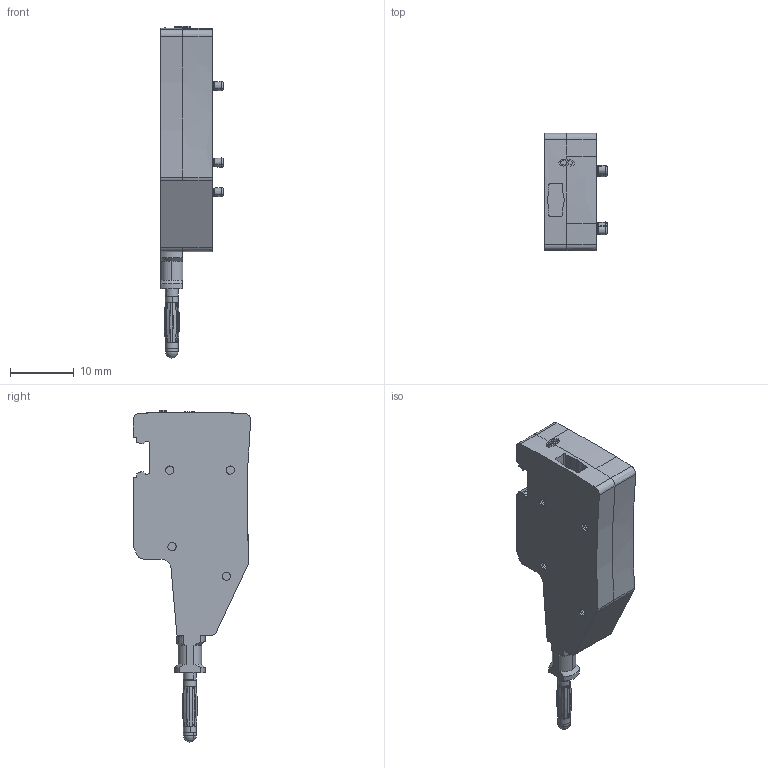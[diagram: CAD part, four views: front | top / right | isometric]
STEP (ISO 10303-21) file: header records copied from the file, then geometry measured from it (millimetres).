
FILE_DESCRIPTION(('CATIA V5R20 STEP214','CAx-IF Rec.Pracs.--- Model Styling and Organization---1.2---2011-12-15'),'2;1');
FILE_NAME ('8641628_2', '2016-01-15T11:00:36+00:00', ('Weidmueller Interface'), ('Weidmueller'), 'CATIA Version 5-6 Release 2014 SP4', 'CATIA V5 STEP AP214', 'none');
FILE_SCHEMA(('AUTOMOTIVE_DESIGN { 1 0 10303 214 1 1 1 1 }'));
Length unit declared in the file: millimetre
Products named in the file (1): 2028910000_ATPG_6-MI-R
Bounding box: 9.87 x 18.48 x 52.26 mm (x, y, z)
Volume: 4155.7 mm3; surface area: 2270.8 mm2
Topology: 2 solids, 2 shells, 296 faces, 805 edges, 524 vertices
Faces by surface type: plane 129, cylinder 88, extrusion 49, cone 20, torus 8, sphere 2
Entity records: 9401 total; most frequent: CARTESIAN_POINT 2439, ORIENTED_EDGE 1606, DIRECTION 1070, EDGE_CURVE 803, VERTEX_POINT 524, VECTOR 493, LINE 444, AXIS2_PLACEMENT_3D 387
